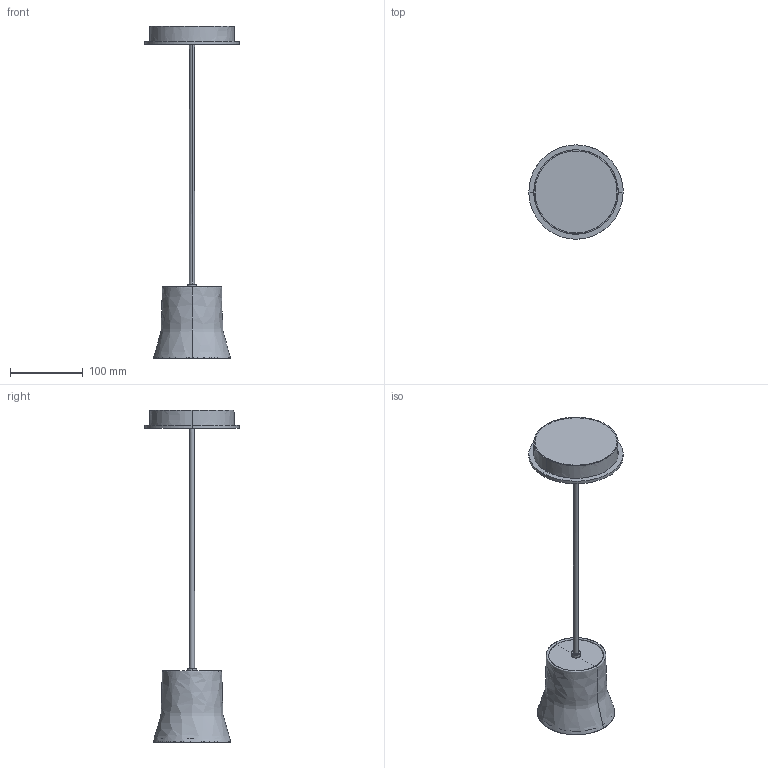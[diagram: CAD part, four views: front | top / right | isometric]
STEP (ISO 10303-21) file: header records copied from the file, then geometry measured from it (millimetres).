
FILE_DESCRIPTION(/* description */ (''),/* implementation_level */ '2;1');
FILE_NAME(/* name */ '3D 023000_GIO.light S',/* time_stamp */ '2018-07-25T15:35:21+02:00',/* author */ (''),/* organization */ (''),/* preprocessor_version */ 'ST-DEVELOPER v10',/* originating_system */ '',/* authorisation */ '');
FILE_SCHEMA (('AUTOMOTIVE_DESIGN'));
Length unit declared in the file: millimetre
Products named in the file (1): 1
Bounding box: 130 x 129.99 x 457.76 mm (x, y, z)
Volume: 596628.1 mm3; surface area: 125624.3 mm2
Topology: 5 solids, 7 shells, 46 faces, 137 edges, 96 vertices
Faces by surface type: bspline 38, plane 8
Entity records: 2742 total; most frequent: CARTESIAN_POINT 1956, ORIENTED_EDGE 254, EDGE_CURVE 131, VERTEX_POINT 96, EDGE_LOOP 47, ADVANCED_FACE 46, FACE_OUTER_BOUND 46, B_SPLINE_CURVE_WITH_KNOTS 30
